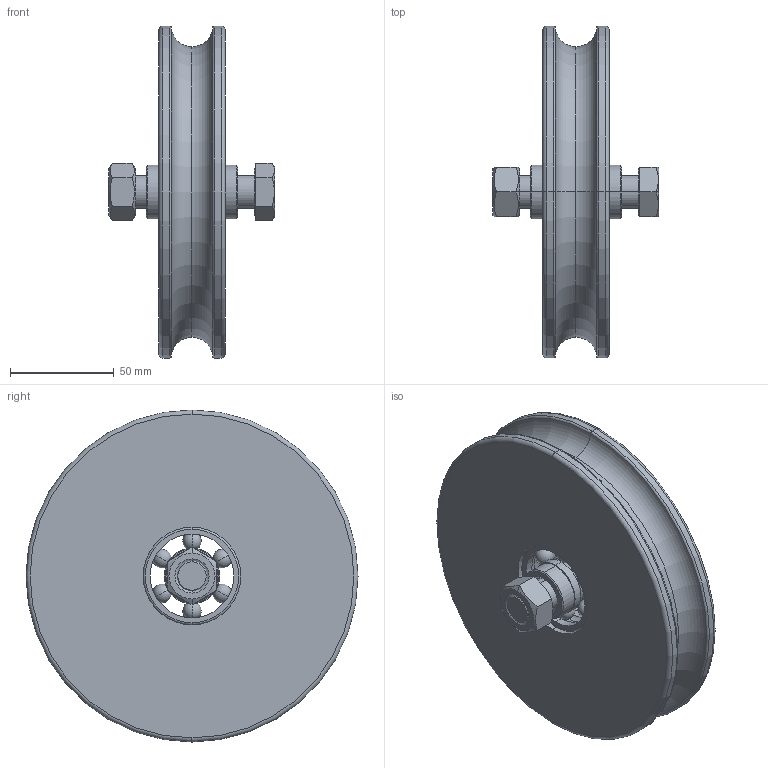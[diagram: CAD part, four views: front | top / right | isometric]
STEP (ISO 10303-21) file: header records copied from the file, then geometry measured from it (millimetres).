
FILE_DESCRIPTION (( 'STEP AP214' ), '1' );
FILE_NAME ('0033562.step', '2023-05-31T07:31:52', ( '' ), ( '' ), 'SwSTEP 2.0', 'SolidWorks 2020', '' );
FILE_SCHEMA (( 'AUTOMOTIVE_DESIGN' ));
Length unit declared in the file: millimetre
Products named in the file (1): 0033562
Bounding box: 80 x 160 x 160 mm (x, y, z)
Volume: 564557.2 mm3; surface area: 90776.2 mm2
Topology: 21 solids, 21 shells, 177 faces, 396 edges, 242 vertices
Faces by surface type: cylinder 50, torus 44, plane 35, sphere 24, cone 24
Entity records: 7211 total; most frequent: CARTESIAN_POINT 1270, DIRECTION 900, ORIENTED_EDGE 672, AXIS2_PLACEMENT_3D 404, EDGE_CURVE 336, CIRCLE 226, VERTEX_POINT 206, UNCERTAINTY_MEASURE_WITH_UNIT 200
